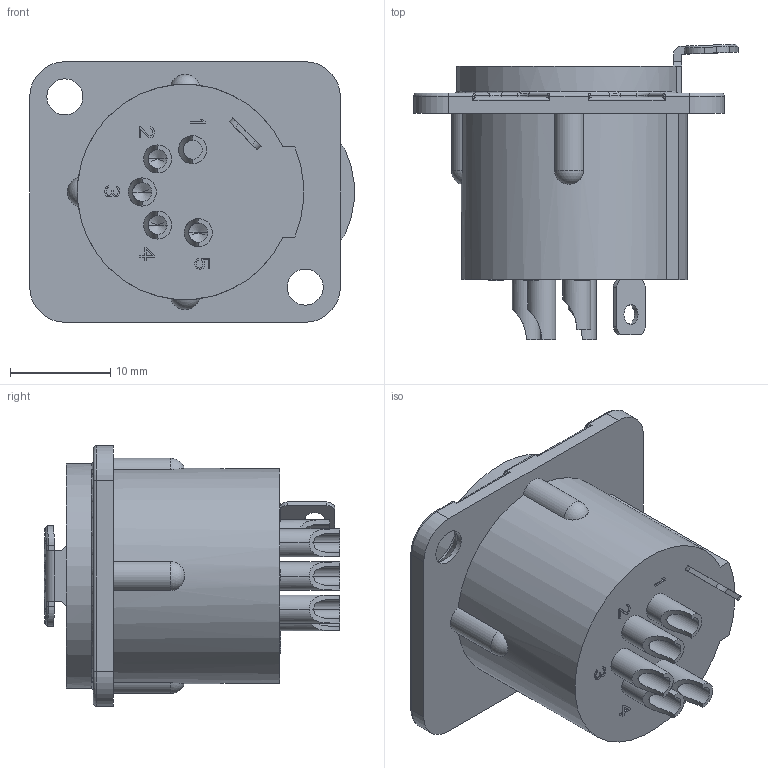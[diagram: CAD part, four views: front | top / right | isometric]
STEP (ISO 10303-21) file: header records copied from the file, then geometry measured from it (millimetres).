
FILE_DESCRIPTION((''),'2;1');
FILE_NAME('RC5FDL_ASM_SW0001','2025-05-23T08:56:00',('wenqing.huang'),(''),'CREO PARAMETRIC BY PTC INC, 2021184','CREO PARAMETRIC BY PTC INC, 2021184','');
FILE_SCHEMA(('AP242_MANAGED_MODEL_BASED_3D_ENGINEERING_MIM_LF { 1 0 10303 442 1 1 4 }'));
Length unit declared in the file: millimetre
Products named in the file (1): RC5FDL_ASM_SW0001
Bounding box: 32.39 x 29.49 x 26 mm (x, y, z)
Volume: 8675.3 mm3; surface area: 3945.3 mm2
Topology: 1 solids, 1 shells, 796 faces, 2169 edges, 1410 vertices
Faces by surface type: plane 583, cylinder 141, torus 33, cone 17, bspline 12, extrusion 6, sphere 4
Entity records: 30629 total; most frequent: CARTESIAN_POINT 5927, ORIENTED_EDGE 4320, DIRECTION 3987, EDGE_CURVE 2160, VECTOR 1769, LINE 1763, VERTEX_POINT 1410, AXIS2_PLACEMENT_3D 1109
